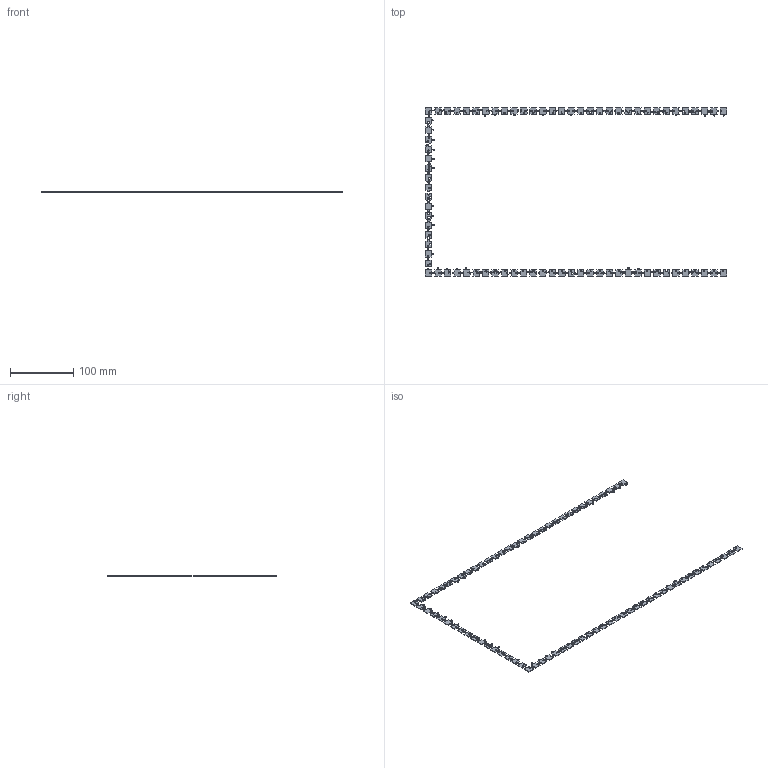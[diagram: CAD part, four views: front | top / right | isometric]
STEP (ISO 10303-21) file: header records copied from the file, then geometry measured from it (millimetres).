
FILE_DESCRIPTION(('HOOPS Exchange Step'),'2;1');
FILE_NAME('temp_export','2024-07-15T13:40:28+08:00',('sharma21'),('Shapr3D Limited'),'HOOPS Exchange 2024.2','Shapr3D','Authorized');
FILE_SCHEMA( ('AUTOMOTIVE_DESIGN { 1 0 10303 214 1 1 1 1 }') );
Length unit declared in the file: millimetre
Products named in the file (1): root
Bounding box: 475 x 265 x 1 mm (x, y, z)
Volume: 7946.9 mm3; surface area: 20579.1 mm2
Topology: 80 solids, 80 shells, 482 faces, 966 edges, 644 vertices
Faces by surface type: plane 244, bspline 238
Entity records: 15531 total; most frequent: CARTESIAN_POINT 7115, ORIENTED_EDGE 1932, DIRECTION 980, EDGE_CURVE 966, VERTEX_POINT 644, VECTOR 490, LINE 490, EDGE_LOOP 482
